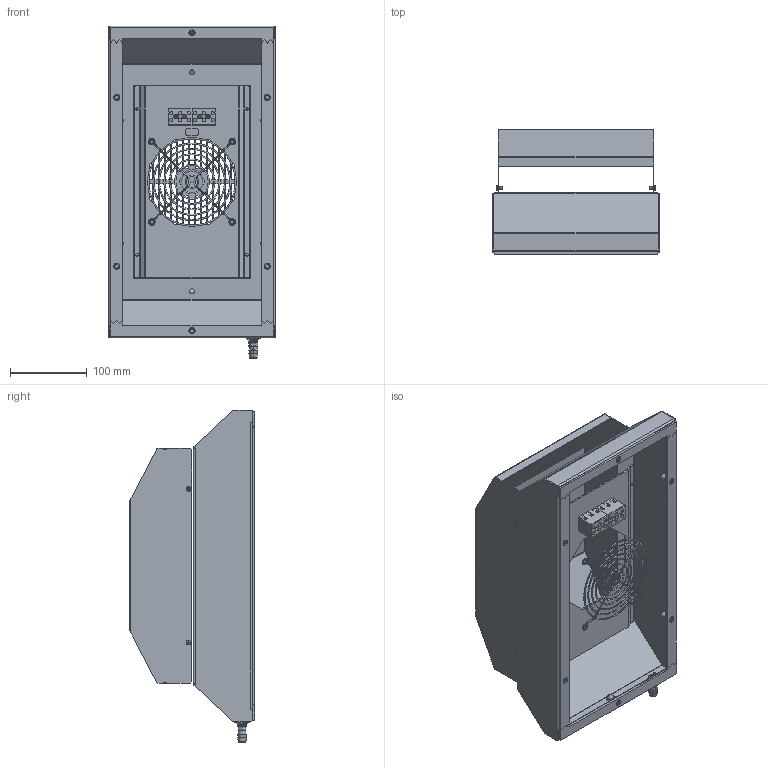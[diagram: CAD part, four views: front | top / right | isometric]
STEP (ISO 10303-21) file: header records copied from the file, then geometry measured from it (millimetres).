
FILE_DESCRIPTION((''),'2;1');
FILE_NAME('TG3155-DUCT_ASM_1_ASM','2023-10-24T12:08:19',('alexcam'),(''),'CREO PARAMETRIC BY PTC INC, 2018500','CREO PARAMETRIC BY PTC INC, 2018500','');
FILE_SCHEMA(('AUTOMOTIVE_DESIGN { 1 0 10303 214 1 1 1 1 }'));
Length unit declared in the file: millimetre
Products named in the file (13): TG3155-INT-DEFL-NEW_1; FINGER_GUARD_119X119_AXIAL_FAN_; PHOENIX_3POLE_CNCTR_1; TG3155-INT-NEW_ASM_1_ASM; TG3155_AMB_COVER_NEW_1; SCREW_DIN_7985-M3X6-4_8_1; TG3155_DUCT_1; POPNUT_M6_HEX_OPEN_A2_1; TG3155_DUCT_MNT_GASKET2_1; TG3155_DUCT_MNT_GASKET1_1; BAYONET_DRAINFITTING_1; TG3155_DUCT_ASM_1_ASM; TG3155-DUCT_ASM_1_ASM
Assembly tree (23 placements, depth 3):
  TG3155-DUCT_ASM_1_ASM
    TG3155-INT-NEW_ASM_1_ASM
      TG3155-INT-DEFL-NEW_1
      FINGER_GUARD_119X119_AXIAL_FAN_
      PHOENIX_3POLE_CNCTR_1  x2
    TG3155_AMB_COVER_NEW_1
    SCREW_DIN_7985-M3X6-4_8_1  x4
    TG3155_DUCT_ASM_1_ASM
      TG3155_DUCT_1
      POPNUT_M6_HEX_OPEN_A2_1  x6
      TG3155_DUCT_MNT_GASKET2_1  x2
      TG3155_DUCT_MNT_GASKET1_1  x2
      BAYONET_DRAINFITTING_1
Bounding box: 217 x 163 x 432.42 mm (x, y, z)
Volume: 461907 mm3; surface area: 637234.9 mm2
Topology: 21 solids, 21 shells, 1392 faces, 3712 edges, 2327 vertices
Faces by surface type: plane 794, cylinder 318, torus 112, cone 104, bspline 50, sphere 10, extrusion 4
Entity records: 40634 total; most frequent: CARTESIAN_POINT 9958, ORIENTED_EDGE 5132, DIRECTION 4758, EDGE_CURVE 2566, PRESENTATION_STYLE_ASSIGNMENT 2024, STYLED_ITEM 2024, CURVE_STYLE 2016, AXIS2_PLACEMENT_3D 1631
